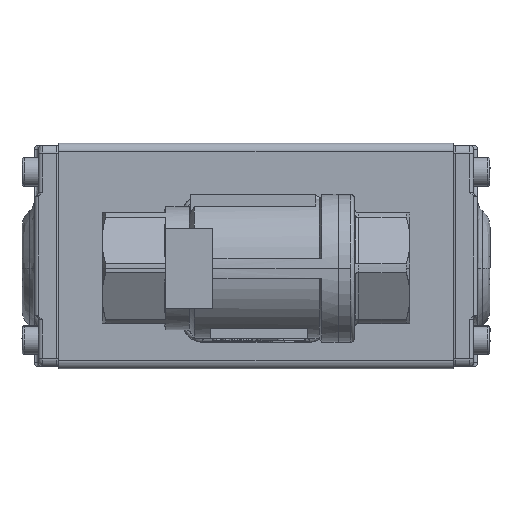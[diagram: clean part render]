
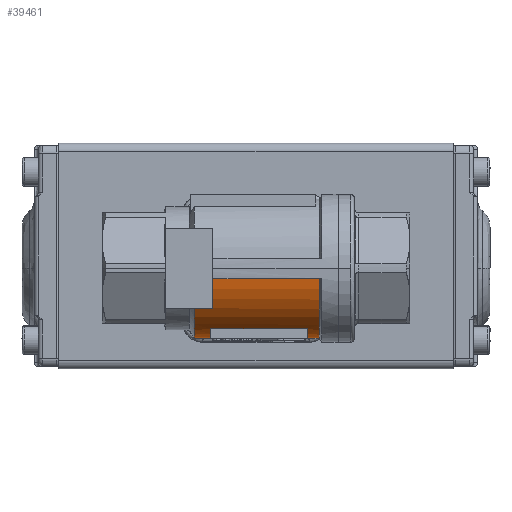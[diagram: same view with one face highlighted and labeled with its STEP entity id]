
A CAD part, front view. The second image highlights one B-rep face of the part: STEP entity #39461.
In plain terms, the highlighted cylindrical face has radius 17 mm (diameter 34 mm), a partial arc.
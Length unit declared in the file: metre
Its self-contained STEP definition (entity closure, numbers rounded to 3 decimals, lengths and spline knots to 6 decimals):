
#361 = EDGE_CURVE ( 'NONE', #35817, #61369, #42452, .T. ) ;
#452 = DIRECTION ( 'NONE',  ( 1., 0., 0. ) ) ;
#2342 = CARTESIAN_POINT ( 'NONE',  ( 0.007509, -0.026386, 0.057995 ) ) ;
#2604 = EDGE_LOOP ( 'NONE', ( #57309, #25954, #54131, #63038, #64896, #53353, #19634, #8085, #42579, #61631 ) ) ;
#2648 = EDGE_CURVE ( 'NONE', #41267, #43409, #65728, .T. ) ;
#2700 = CARTESIAN_POINT ( 'NONE',  ( -0.018913, -0.026386, 0.074995 ) ) ;
#2779 = CARTESIAN_POINT ( 'NONE',  ( -0.007724, -0.040312, 0.065245 ) ) ;
#4658 = VECTOR ( 'NONE', #30372, 1. ) ;
#6482 = EDGE_CURVE ( 'NONE', #44025, #46421, #48698, .T. ) ;
#6876 = LINE ( 'NONE', #2779, #24593 ) ;
#8085 = ORIENTED_EDGE ( 'NONE', *, *, #56434, .T. ) ;
#11606 = VECTOR ( 'NONE', #452, 1. ) ;
#11775 = CARTESIAN_POINT ( 'NONE',  ( 0.007509, -0.026386, 0.074995 ) ) ;
#13703 = AXIS2_PLACEMENT_3D ( 'NONE', #44401, #35019, #64951 ) ;
#15793 = CARTESIAN_POINT ( 'NONE',  ( 0.004587, -0.034886, 0.060272 ) ) ;
#16921 = VERTEX_POINT ( 'NONE', #29215 ) ;
#17382 = CARTESIAN_POINT ( 'NONE',  ( 0.007509, -0.043201, 0.072495 ) ) ;
#18553 = EDGE_CURVE ( 'NONE', #27838, #44025, #21860, .T. ) ;
#18784 = CARTESIAN_POINT ( 'NONE',  ( 0.004587, -0.026386, 0.057995 ) ) ;
#19634 = ORIENTED_EDGE ( 'NONE', *, *, #6482, .T. ) ;
#20333 = CARTESIAN_POINT ( 'NONE',  ( -0.007724, -0.026386, 0.057995 ) ) ;
#20825 = CARTESIAN_POINT ( 'NONE',  ( -0.022958, -0.026386, 0.057995 ) ) ;
#21181 = DIRECTION ( 'NONE',  ( 1., 0., 0. ) ) ;
#21802 = DIRECTION ( 'NONE',  ( 0., 0., -1. ) ) ;
#21860 = LINE ( 'NONE', #51745, #35938 ) ;
#23495 = CARTESIAN_POINT ( 'NONE',  ( -0.022958, -0.040312, 0.065245 ) ) ;
#24593 = VECTOR ( 'NONE', #33033, 1. ) ;
#25340 = LINE ( 'NONE', #30697, #4658 ) ;
#25954 = ORIENTED_EDGE ( 'NONE', *, *, #2648, .T. ) ;
#26809 = DIRECTION ( 'NONE',  ( 1., 0., 0. ) ) ;
#26866 = EDGE_CURVE ( 'NONE', #32179, #41267, #62181, .T. ) ;
#26878 = EDGE_CURVE ( 'NONE', #43409, #16921, #34296, .T. ) ;
#27838 = VERTEX_POINT ( 'NONE', #18784 ) ;
#29215 = CARTESIAN_POINT ( 'NONE',  ( -0.018913, -0.034886, 0.060272 ) ) ;
#29996 = AXIS2_PLACEMENT_3D ( 'NONE', #2700, #54814, #43666 ) ;
#30372 = DIRECTION ( 'NONE',  ( -1., 0., 0. ) ) ;
#30697 = CARTESIAN_POINT ( 'NONE',  ( -0.007724, -0.043201, 0.072495 ) ) ;
#32179 = VERTEX_POINT ( 'NONE', #23495 ) ;
#33033 = DIRECTION ( 'NONE',  ( -1., 0., 0. ) ) ;
#34296 = CIRCLE ( 'NONE', #29996, 0.017 ) ;
#34581 = CARTESIAN_POINT ( 'NONE',  ( -0.018913, -0.026386, 0.057995 ) ) ;
#35019 = DIRECTION ( 'NONE',  ( 1., 0., 0. ) ) ;
#35817 = VERTEX_POINT ( 'NONE', #44862 ) ;
#35938 = VECTOR ( 'NONE', #21181, 1. ) ;
#37733 = FACE_OUTER_BOUND ( 'NONE', #2604, .T. ) ;
#38649 = DIRECTION ( 'NONE',  ( 0., 0., -1. ) ) ;
#39305 = DIRECTION ( 'NONE',  ( 1., 0., 0. ) ) ;
#39461 = ADVANCED_FACE ( 'NONE', ( #37733 ), #58243, .T. ) ;
#39748 = DIRECTION ( 'NONE',  ( 1., 0., 0. ) ) ;
#40039 = VERTEX_POINT ( 'NONE', #15793 ) ;
#40398 = CARTESIAN_POINT ( 'NONE',  ( -0.007724, -0.034886, 0.060272 ) ) ;
#41206 = AXIS2_PLACEMENT_3D ( 'NONE', #11775, #52754, #63147 ) ;
#41245 = CARTESIAN_POINT ( 'NONE',  ( -0.018413, -0.026386, 0.074995 ) ) ;
#41267 = VERTEX_POINT ( 'NONE', #20825 ) ;
#41383 = AXIS2_PLACEMENT_3D ( 'NONE', #41245, #52705, #21802 ) ;
#41683 = EDGE_CURVE ( 'NONE', #61369, #32179, #6876, .T. ) ;
#42221 = DIRECTION ( 'NONE',  ( 0., 0., -1. ) ) ;
#42452 = CIRCLE ( 'NONE', #41383, 0.017 ) ;
#42579 = ORIENTED_EDGE ( 'NONE', *, *, #361, .T. ) ;
#42945 = EDGE_CURVE ( 'NONE', #40039, #27838, #45945, .T. ) ;
#43409 = VERTEX_POINT ( 'NONE', #34581 ) ;
#43666 = DIRECTION ( 'NONE',  ( 0., 0., -1. ) ) ;
#44025 = VERTEX_POINT ( 'NONE', #2342 ) ;
#44401 = CARTESIAN_POINT ( 'NONE',  ( -0.007724, -0.026386, 0.074995 ) ) ;
#44862 = CARTESIAN_POINT ( 'NONE',  ( -0.018413, -0.043201, 0.072495 ) ) ;
#45945 = CIRCLE ( 'NONE', #53500, 0.017 ) ;
#46421 = VERTEX_POINT ( 'NONE', #17382 ) ;
#48271 = VECTOR ( 'NONE', #39748, 1. ) ;
#48698 = CIRCLE ( 'NONE', #41206, 0.017 ) ;
#48725 = CARTESIAN_POINT ( 'NONE',  ( -0.022958, -0.026386, 0.074995 ) ) ;
#50508 = LINE ( 'NONE', #40398, #48271 ) ;
#51457 = AXIS2_PLACEMENT_3D ( 'NONE', #48725, #39305, #38649 ) ;
#51745 = CARTESIAN_POINT ( 'NONE',  ( -0.007724, -0.026386, 0.057995 ) ) ;
#52705 = DIRECTION ( 'NONE',  ( 1., 0., 0. ) ) ;
#52754 = DIRECTION ( 'NONE',  ( -1., 0., 0. ) ) ;
#53353 = ORIENTED_EDGE ( 'NONE', *, *, #18553, .T. ) ;
#53500 = AXIS2_PLACEMENT_3D ( 'NONE', #62742, #26809, #42221 ) ;
#53709 = EDGE_CURVE ( 'NONE', #16921, #40039, #50508, .T. ) ;
#54131 = ORIENTED_EDGE ( 'NONE', *, *, #26878, .T. ) ;
#54814 = DIRECTION ( 'NONE',  ( -1., 0., 0. ) ) ;
#56434 = EDGE_CURVE ( 'NONE', #46421, #35817, #25340, .T. ) ;
#57262 = CARTESIAN_POINT ( 'NONE',  ( -0.018413, -0.040312, 0.065245 ) ) ;
#57309 = ORIENTED_EDGE ( 'NONE', *, *, #26866, .T. ) ;
#58243 = CYLINDRICAL_SURFACE ( 'NONE', #13703, 0.017 ) ;
#61369 = VERTEX_POINT ( 'NONE', #57262 ) ;
#61631 = ORIENTED_EDGE ( 'NONE', *, *, #41683, .T. ) ;
#62181 = CIRCLE ( 'NONE', #51457, 0.017 ) ;
#62742 = CARTESIAN_POINT ( 'NONE',  ( 0.004587, -0.026386, 0.074995 ) ) ;
#63038 = ORIENTED_EDGE ( 'NONE', *, *, #53709, .T. ) ;
#63147 = DIRECTION ( 'NONE',  ( 0., 0., -1. ) ) ;
#64896 = ORIENTED_EDGE ( 'NONE', *, *, #42945, .T. ) ;
#64951 = DIRECTION ( 'NONE',  ( 0., 0., -1. ) ) ;
#65728 = LINE ( 'NONE', #20333, #11606 ) ;
